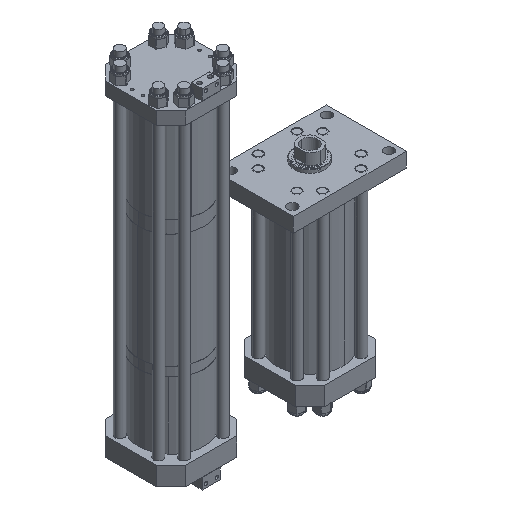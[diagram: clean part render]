
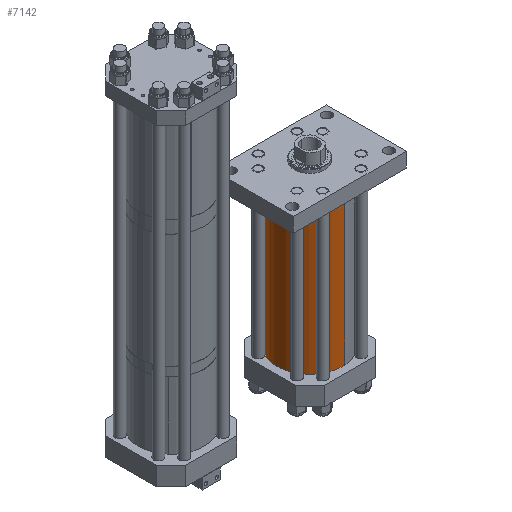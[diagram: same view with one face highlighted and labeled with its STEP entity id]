
A CAD part, isometric view. The second image highlights one B-rep face of the part: STEP entity #7142.
In plain terms, the highlighted cylindrical face has radius 114.3 mm (diameter 228.6 mm), a partial arc.
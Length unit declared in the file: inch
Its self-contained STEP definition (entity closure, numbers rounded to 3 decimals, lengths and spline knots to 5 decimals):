
#548 = DIRECTION ( 'NONE',  ( 1., 0., 0. ) ) ;
#963 = ORIENTED_EDGE ( 'NONE', *, *, #3307, .T. ) ;
#2072 = LINE ( 'NONE', #10793, #5090 ) ;
#2941 = ORIENTED_EDGE ( 'NONE', *, *, #7866, .F. ) ;
#2975 = FACE_OUTER_BOUND ( 'NONE', #7716, .T. ) ;
#3000 = LINE ( 'NONE', #16492, #16900 ) ;
#3307 = EDGE_CURVE ( 'NONE', #3968, #7771, #3000, .T. ) ;
#3766 = VERTEX_POINT ( 'NONE', #16043 ) ;
#3968 = VERTEX_POINT ( 'NONE', #12327 ) ;
#4013 = DIRECTION ( 'NONE',  ( 0., 0., -1. ) ) ;
#4293 = ORIENTED_EDGE ( 'NONE', *, *, #7374, .T. ) ;
#4922 = CYLINDRICAL_SURFACE ( 'NONE', #16501, 4.5 ) ;
#5090 = VECTOR ( 'NONE', #4013, 39.37008 ) ;
#6157 = AXIS2_PLACEMENT_3D ( 'NONE', #7625, #9018, #6173 ) ;
#6173 = DIRECTION ( 'NONE',  ( 1., 0., 0. ) ) ;
#6930 = DIRECTION ( 'NONE',  ( -1., 0., 0. ) ) ;
#7142 = ADVANCED_FACE ( 'NONE', ( #2975 ), #4922, .T. ) ;
#7374 = EDGE_CURVE ( 'NONE', #7771, #13504, #10552, .T. ) ;
#7625 = CARTESIAN_POINT ( 'NONE',  ( 0., 0., 20.188 ) ) ;
#7716 = EDGE_LOOP ( 'NONE', ( #10776, #2941, #963, #4293 ) ) ;
#7771 = VERTEX_POINT ( 'NONE', #12649 ) ;
#7866 = EDGE_CURVE ( 'NONE', #3968, #3766, #17704, .T. ) ;
#8577 = EDGE_CURVE ( 'NONE', #3766, #13504, #2072, .T. ) ;
#9018 = DIRECTION ( 'NONE',  ( 0., 0., 1. ) ) ;
#9049 = DIRECTION ( 'NONE',  ( 0., 0., 1. ) ) ;
#9636 = AXIS2_PLACEMENT_3D ( 'NONE', #15767, #9049, #548 ) ;
#10552 = CIRCLE ( 'NONE', #9636, 4.5 ) ;
#10776 = ORIENTED_EDGE ( 'NONE', *, *, #8577, .F. ) ;
#10793 = CARTESIAN_POINT ( 'NONE',  ( 4.5, 0., 20.188 ) ) ;
#10986 = CARTESIAN_POINT ( 'NONE',  ( 0., 0., 20.188 ) ) ;
#12327 = CARTESIAN_POINT ( 'NONE',  ( -4.5, 0., 20.188 ) ) ;
#12649 = CARTESIAN_POINT ( 'NONE',  ( -4.5, 0., 0. ) ) ;
#13504 = VERTEX_POINT ( 'NONE', #14113 ) ;
#14113 = CARTESIAN_POINT ( 'NONE',  ( 4.5, 0., 0. ) ) ;
#15246 = DIRECTION ( 'NONE',  ( 0., 0., -1. ) ) ;
#15767 = CARTESIAN_POINT ( 'NONE',  ( 0., 0., 0. ) ) ;
#16043 = CARTESIAN_POINT ( 'NONE',  ( 4.5, 0., 20.188 ) ) ;
#16492 = CARTESIAN_POINT ( 'NONE',  ( -4.5, 0., 20.188 ) ) ;
#16501 = AXIS2_PLACEMENT_3D ( 'NONE', #10986, #15246, #6930 ) ;
#16900 = VECTOR ( 'NONE', #17869, 39.37008 ) ;
#17704 = CIRCLE ( 'NONE', #6157, 4.5 ) ;
#17869 = DIRECTION ( 'NONE',  ( 0., 0., -1. ) ) ;
